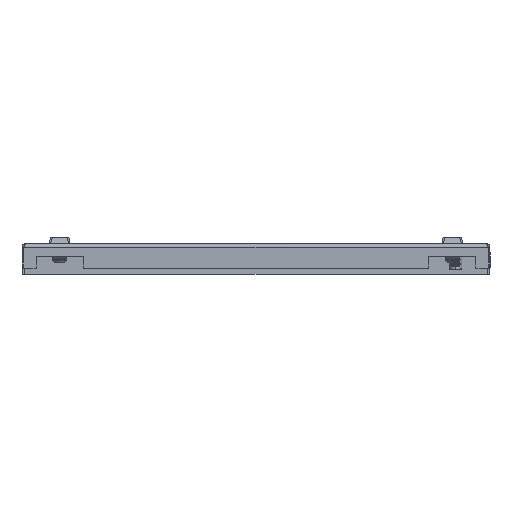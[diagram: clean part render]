
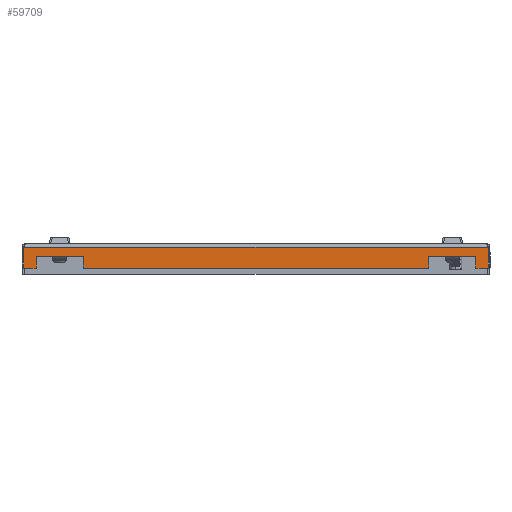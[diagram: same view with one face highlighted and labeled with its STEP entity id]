
A CAD part, left-side view. The second image highlights one B-rep face of the part: STEP entity #59709.
In plain terms, the highlighted planar face has unit normal (-1, 0, 0).
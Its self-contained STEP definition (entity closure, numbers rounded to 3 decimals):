
#7122 = AXIS2_PLACEMENT_3D ( 'NONE', #80090, #80100, #80102 ) ;
#19146 = CARTESIAN_POINT ( 'NONE',  ( -232.5, -148., -14. ) ) ;
#19150 = CARTESIAN_POINT ( 'NONE',  ( -232.5, -140., -14. ) ) ;
#19153 = CARTESIAN_POINT ( 'NONE',  ( -232.5, -140., -6.5 ) ) ;
#19157 = CARTESIAN_POINT ( 'NONE',  ( -232.5, -110., -6.5 ) ) ;
#19161 = CARTESIAN_POINT ( 'NONE',  ( -232.5, -110., -14. ) ) ;
#19164 = CARTESIAN_POINT ( 'NONE',  ( -232.5, 110., -14. ) ) ;
#19168 = CARTESIAN_POINT ( 'NONE',  ( -232.5, 110., -6.5 ) ) ;
#19171 = CARTESIAN_POINT ( 'NONE',  ( -232.5, 140., -6.5 ) ) ;
#19175 = CARTESIAN_POINT ( 'NONE',  ( -232.5, 140., -14. ) ) ;
#19185 = CARTESIAN_POINT ( 'NONE',  ( -232.5, 148., -14. ) ) ;
#19224 = CARTESIAN_POINT ( 'NONE',  ( -232.5, -147.999, -0.75 ) ) ;
#19228 = CARTESIAN_POINT ( 'NONE',  ( -232.5, 148., -0.75 ) ) ;
#21539 = ORIENTED_EDGE ( 'NONE', *, *, #47219, .F. ) ;
#21541 = ORIENTED_EDGE ( 'NONE', *, *, #47198, .T. ) ;
#21543 = ORIENTED_EDGE ( 'NONE', *, *, #47217, .T. ) ;
#21545 = ORIENTED_EDGE ( 'NONE', *, *, #47200, .T. ) ;
#21547 = ORIENTED_EDGE ( 'NONE', *, *, #47215, .T. ) ;
#21550 = ORIENTED_EDGE ( 'NONE', *, *, #47202, .T. ) ;
#21552 = ORIENTED_EDGE ( 'NONE', *, *, #47213, .T. ) ;
#21554 = ORIENTED_EDGE ( 'NONE', *, *, #47204, .T. ) ;
#21556 = ORIENTED_EDGE ( 'NONE', *, *, #47211, .T. ) ;
#21558 = ORIENTED_EDGE ( 'NONE', *, *, #47206, .T. ) ;
#21560 = ORIENTED_EDGE ( 'NONE', *, *, #47210, .T. ) ;
#21563 = ORIENTED_EDGE ( 'NONE', *, *, #47208, .F. ) ;
#22039 = VERTEX_POINT ( 'NONE', #19228 ) ;
#22040 = VERTEX_POINT ( 'NONE', #19224 ) ;
#22051 = VERTEX_POINT ( 'NONE', #19185 ) ;
#22054 = VERTEX_POINT ( 'NONE', #19175 ) ;
#22055 = VERTEX_POINT ( 'NONE', #19171 ) ;
#22056 = VERTEX_POINT ( 'NONE', #19168 ) ;
#22057 = VERTEX_POINT ( 'NONE', #19164 ) ;
#22058 = VERTEX_POINT ( 'NONE', #19161 ) ;
#22059 = VERTEX_POINT ( 'NONE', #19157 ) ;
#22060 = VERTEX_POINT ( 'NONE', #19153 ) ;
#22061 = VERTEX_POINT ( 'NONE', #19150 ) ;
#22062 = VERTEX_POINT ( 'NONE', #19146 ) ;
#46894 = DIRECTION ( 'NONE',  ( 0., -1., 0. ) ) ;
#46897 = CARTESIAN_POINT ( 'NONE',  ( -232.5, 296.007, -0.75 ) ) ;
#46903 = DIRECTION ( 'NONE',  ( 0., -1., 0. ) ) ;
#46906 = CARTESIAN_POINT ( 'NONE',  ( -232.5, -148., -14. ) ) ;
#46912 = DIRECTION ( 'NONE',  ( 0., -1., 0. ) ) ;
#46914 = CARTESIAN_POINT ( 'NONE',  ( -232.5, 140., -6.5 ) ) ;
#46922 = DIRECTION ( 'NONE',  ( 0., -1., 0. ) ) ;
#46929 = DIRECTION ( 'NONE',  ( 0., -1., 0. ) ) ;
#46931 = CARTESIAN_POINT ( 'NONE',  ( -232.5, -140., -6.5 ) ) ;
#46935 = DIRECTION ( 'NONE',  ( 0., -1., 0. ) ) ;
#46943 = DIRECTION ( 'NONE',  ( 0., 0., -1. ) ) ;
#46947 = CARTESIAN_POINT ( 'NONE',  ( -232.5, -148., -14. ) ) ;
#46950 = DIRECTION ( 'NONE',  ( 0., 0., -1. ) ) ;
#46953 = CARTESIAN_POINT ( 'NONE',  ( -232.5, -140., -14. ) ) ;
#46960 = DIRECTION ( 'NONE',  ( 0., 0., 1. ) ) ;
#46964 = CARTESIAN_POINT ( 'NONE',  ( -232.5, -148., -14. ) ) ;
#46967 = DIRECTION ( 'NONE',  ( 0., 0., -1. ) ) ;
#46970 = CARTESIAN_POINT ( 'NONE',  ( -232.5, 110., -14. ) ) ;
#46977 = DIRECTION ( 'NONE',  ( 0., 0., 1. ) ) ;
#46979 = CARTESIAN_POINT ( 'NONE',  ( -232.5, -147.999, 295.55 ) ) ;
#46983 = DIRECTION ( 'NONE',  ( 0., 0., -1. ) ) ;
#46985 = CARTESIAN_POINT ( 'NONE',  ( -232.5, -110., -14. ) ) ;
#46987 = CARTESIAN_POINT ( 'NONE',  ( -232.5, 147.999, 295.546 ) ) ;
#47002 = CARTESIAN_POINT ( 'NONE',  ( -232.5, 140., -14. ) ) ;
#47198 = EDGE_CURVE ( 'NONE', #22039, #22051, #59029, .T. ) ;
#47200 = EDGE_CURVE ( 'NONE', #22054, #22055, #59044, .T. ) ;
#47202 = EDGE_CURVE ( 'NONE', #22056, #22057, #59056, .T. ) ;
#47204 = EDGE_CURVE ( 'NONE', #22058, #22059, #59048, .T. ) ;
#47206 = EDGE_CURVE ( 'NONE', #22060, #22061, #59069, .T. ) ;
#47208 = EDGE_CURVE ( 'NONE', #22040, #22062, #59062, .T. ) ;
#47210 = EDGE_CURVE ( 'NONE', #22061, #22062, #59078, .T. ) ;
#47211 = EDGE_CURVE ( 'NONE', #22059, #22060, #59089, .T. ) ;
#47213 = EDGE_CURVE ( 'NONE', #22057, #22058, #59086, .T. ) ;
#47215 = EDGE_CURVE ( 'NONE', #22055, #22056, #59104, .T. ) ;
#47217 = EDGE_CURVE ( 'NONE', #22051, #22054, #59112, .T. ) ;
#47219 = EDGE_CURVE ( 'NONE', #22039, #22040, #59120, .T. ) ;
#59029 = LINE ( 'NONE', #46987, #59046 ) ;
#59044 = LINE ( 'NONE', #47002, #59054 ) ;
#59046 = VECTOR ( 'NONE', #46983, 1000. ) ;
#59048 = LINE ( 'NONE', #46985, #59068 ) ;
#59054 = VECTOR ( 'NONE', #46977, 1000. ) ;
#59056 = LINE ( 'NONE', #46970, #59060 ) ;
#59060 = VECTOR ( 'NONE', #46967, 1000. ) ;
#59062 = LINE ( 'NONE', #46979, #59083 ) ;
#59068 = VECTOR ( 'NONE', #46960, 1000. ) ;
#59069 = LINE ( 'NONE', #46953, #59076 ) ;
#59076 = VECTOR ( 'NONE', #46950, 1000. ) ;
#59078 = LINE ( 'NONE', #46964, #59091 ) ;
#59083 = VECTOR ( 'NONE', #46943, 1000. ) ;
#59086 = LINE ( 'NONE', #46947, #59102 ) ;
#59089 = LINE ( 'NONE', #46931, #59094 ) ;
#59091 = VECTOR ( 'NONE', #46935, 1000. ) ;
#59094 = VECTOR ( 'NONE', #46929, 1000. ) ;
#59102 = VECTOR ( 'NONE', #46922, 1000. ) ;
#59104 = LINE ( 'NONE', #46914, #59110 ) ;
#59110 = VECTOR ( 'NONE', #46912, 1000. ) ;
#59112 = LINE ( 'NONE', #46906, #59117 ) ;
#59117 = VECTOR ( 'NONE', #46903, 1000. ) ;
#59120 = LINE ( 'NONE', #46897, #59126 ) ;
#59126 = VECTOR ( 'NONE', #46894, 1000. ) ;
#59709 = ADVANCED_FACE ( 'NONE', ( #81619 ), #80088, .F. ) ;
#80088 = PLANE ( 'NONE',  #7122 ) ;
#80090 = CARTESIAN_POINT ( 'NONE',  ( -232.5, -148., 0. ) ) ;
#80100 = DIRECTION ( 'NONE',  ( 1., 0., 0. ) ) ;
#80102 = DIRECTION ( 'NONE',  ( 0., 0., -1. ) ) ;
#81619 = FACE_OUTER_BOUND ( 'NONE', #89797, .T. ) ;
#89797 = EDGE_LOOP ( 'NONE', ( #21539, #21541, #21543, #21545, #21547, #21550, #21552, #21554, #21556, #21558, #21560, #21563 ) ) ;
